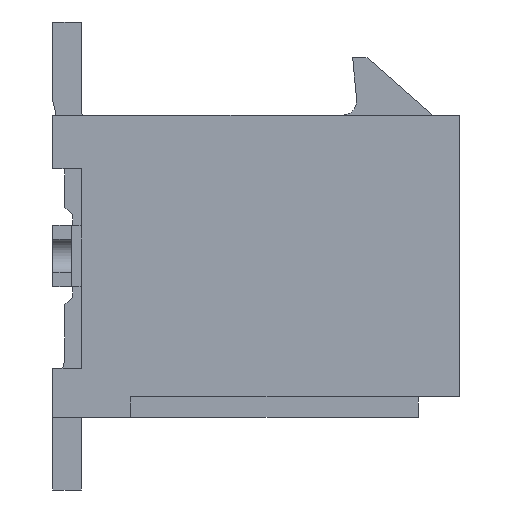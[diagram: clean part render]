
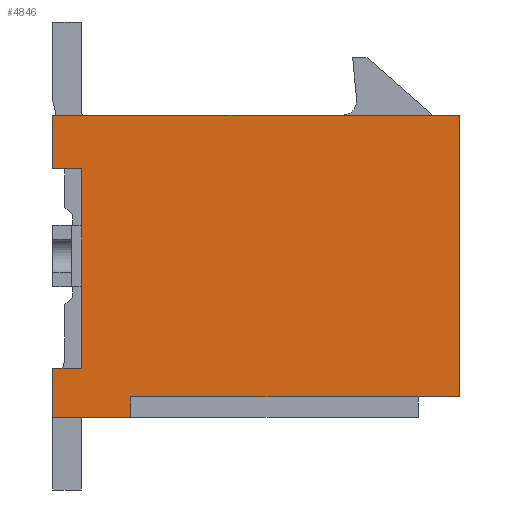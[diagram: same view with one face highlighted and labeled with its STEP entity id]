
A CAD part, left-side view. The second image highlights one B-rep face of the part: STEP entity #4846.
In plain terms, the highlighted planar face has unit normal (-1, 0, 0).
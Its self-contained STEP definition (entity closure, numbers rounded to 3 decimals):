
#581=ORIENTED_EDGE('',*,*,#1828,.F.);
#582=ORIENTED_EDGE('',*,*,#1826,.F.);
#583=ORIENTED_EDGE('',*,*,#1922,.F.);
#584=ORIENTED_EDGE('',*,*,#1923,.F.);
#585=ORIENTED_EDGE('',*,*,#1911,.T.);
#586=ORIENTED_EDGE('',*,*,#1590,.T.);
#587=ORIENTED_EDGE('',*,*,#1924,.T.);
#588=ORIENTED_EDGE('',*,*,#1786,.F.);
#589=ORIENTED_EDGE('',*,*,#1790,.F.);
#590=ORIENTED_EDGE('',*,*,#1727,.F.);
#1590=EDGE_CURVE('',#2301,#2300,#2772,.T.);
#1727=EDGE_CURVE('',#2425,#2426,#2901,.T.);
#1786=EDGE_CURVE('',#2479,#2480,#2960,.T.);
#1790=EDGE_CURVE('',#2426,#2479,#2964,.T.);
#1826=EDGE_CURVE('',#2503,#2497,#3000,.T.);
#1828=EDGE_CURVE('',#2497,#2425,#3001,.T.);
#1911=EDGE_CURVE('',#2564,#2301,#3084,.T.);
#1922=EDGE_CURVE('',#2569,#2503,#3095,.T.);
#1923=EDGE_CURVE('',#2564,#2569,#3096,.T.);
#1924=EDGE_CURVE('',#2300,#2480,#3097,.T.);
#2300=VERTEX_POINT('',#6717);
#2301=VERTEX_POINT('',#6719);
#2425=VERTEX_POINT('',#6998);
#2426=VERTEX_POINT('',#7000);
#2479=VERTEX_POINT('',#7118);
#2480=VERTEX_POINT('',#7120);
#2497=VERTEX_POINT('',#7176);
#2503=VERTEX_POINT('',#7188);
#2564=VERTEX_POINT('',#7343);
#2569=VERTEX_POINT('',#7361);
#2772=LINE('',#6718,#3450);
#2901=LINE('',#6999,#3579);
#2960=LINE('',#7119,#3638);
#2964=LINE('',#7126,#3642);
#3000=LINE('',#7189,#3678);
#3001=LINE('',#7192,#3679);
#3084=LINE('',#7342,#3762);
#3095=LINE('',#7362,#3773);
#3096=LINE('',#7364,#3774);
#3097=LINE('',#7365,#3775);
#3450=VECTOR('',#5428,1000.);
#3579=VECTOR('',#5611,1000.);
#3638=VECTOR('',#5684,1000.);
#3642=VECTOR('',#5690,1000.);
#3678=VECTOR('',#5736,1000.);
#3679=VECTOR('',#5741,1000.);
#3762=VECTOR('',#5838,1000.);
#3773=VECTOR('',#5855,1000.);
#3774=VECTOR('',#5858,1000.);
#3775=VECTOR('',#5859,1000.);
#4133=EDGE_LOOP('',(#581,#582,#583,#584,#585,#586,#587,#588,#589,#590));
#4387=FACE_BOUND('',#4133,.T.);
#4625=PLANE('',#5130);
#4846=ADVANCED_FACE('',(#4387),#4625,.T.);
#5130=AXIS2_PLACEMENT_3D('',#7363,#5856,#5857);
#5428=DIRECTION('',(0.,0.,1.));
#5611=DIRECTION('',(0.,0.,1.));
#5684=DIRECTION('',(0.,0.,1.));
#5690=DIRECTION('',(0.,1.,0.));
#5736=DIRECTION('',(0.,0.,1.));
#5741=DIRECTION('',(0.,-1.,0.));
#5838=DIRECTION('',(0.,-1.,0.));
#5855=DIRECTION('',(0.,1.,0.));
#5856=DIRECTION('',(-1.,0.,0.));
#5857=DIRECTION('',(0.,0.,1.));
#5858=DIRECTION('',(0.,0.,-1.));
#5859=DIRECTION('',(0.,1.,0.));
#6717=CARTESIAN_POINT('',(-6.35,-4.95,3.68));
#6718=CARTESIAN_POINT('',(-6.35,-4.95,-3.68));
#6719=CARTESIAN_POINT('',(-6.35,-4.95,-3.18));
#6998=CARTESIAN_POINT('',(-6.35,4.25,-2.48));
#6999=CARTESIAN_POINT('',(-6.35,4.25,-2.48));
#7000=CARTESIAN_POINT('',(-6.35,4.25,2.37));
#7118=CARTESIAN_POINT('',(-6.35,4.95,2.37));
#7119=CARTESIAN_POINT('',(-6.35,4.95,-3.68));
#7120=CARTESIAN_POINT('',(-6.35,4.95,3.68));
#7126=CARTESIAN_POINT('',(-6.35,4.25,2.37));
#7176=CARTESIAN_POINT('',(-6.35,4.95,-2.48));
#7188=CARTESIAN_POINT('',(-6.35,4.95,-3.68));
#7189=CARTESIAN_POINT('',(-6.35,4.95,-3.68));
#7192=CARTESIAN_POINT('',(-6.35,4.95,-2.48));
#7342=CARTESIAN_POINT('',(-6.35,-4.95,-3.18));
#7343=CARTESIAN_POINT('',(-6.35,3.05,-3.18));
#7361=CARTESIAN_POINT('',(-6.35,3.05,-3.68));
#7362=CARTESIAN_POINT('',(-6.35,-4.95,-3.68));
#7363=CARTESIAN_POINT('',(-6.35,-4.95,-3.68));
#7364=CARTESIAN_POINT('',(-6.35,3.05,-3.18));
#7365=CARTESIAN_POINT('',(-6.35,-4.95,3.68));
